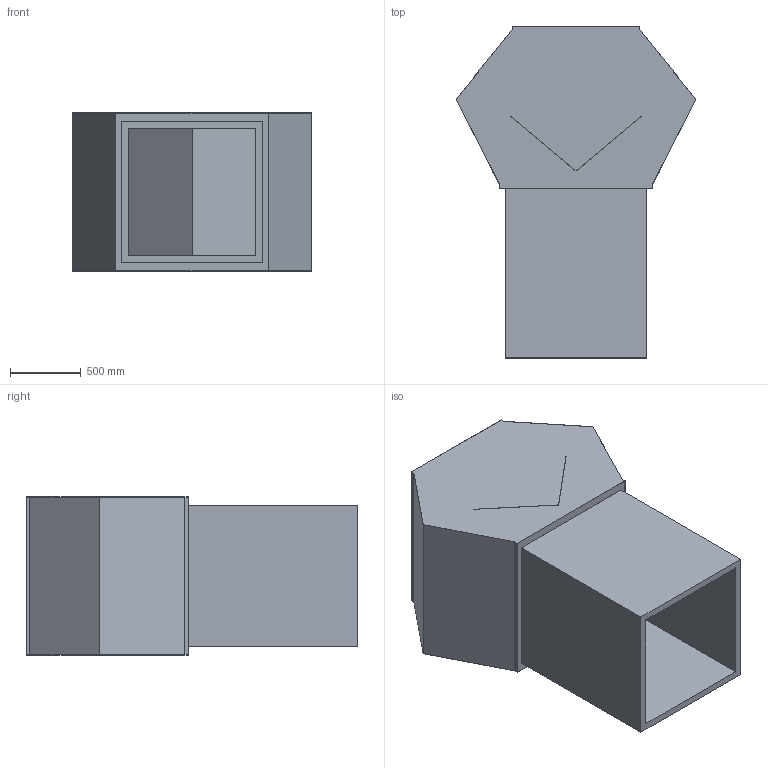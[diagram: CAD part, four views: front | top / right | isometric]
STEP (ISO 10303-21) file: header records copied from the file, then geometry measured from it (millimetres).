
FILE_DESCRIPTION (( 'STEP AP214' ), '1' );
FILE_NAME ('TBHB5.STEP', '2014-06-24T11:47:17', ( '' ), ( '' ), 'SwSTEP 2.0', 'SolidWorks 2014', '' );
FILE_SCHEMA (( 'AUTOMOTIVE_DESIGN' ));
Length unit declared in the file: millimetre
Products named in the file (1): TBHB5
Bounding box: 1700 x 2350.19 x 1120 mm (x, y, z)
Volume: 239168483.8 mm3; surface area: 27064855.4 mm2
Topology: 1 solids, 1 shells, 46 faces, 120 edges, 80 vertices
Faces by surface type: plane 46
Entity records: 1598 total; most frequent: CARTESIAN_POINT 247, ORIENTED_EDGE 240, DIRECTION 214, EDGE_CURVE 120, LINE 120, VECTOR 120, VERTEX_POINT 80, EDGE_LOOP 52
